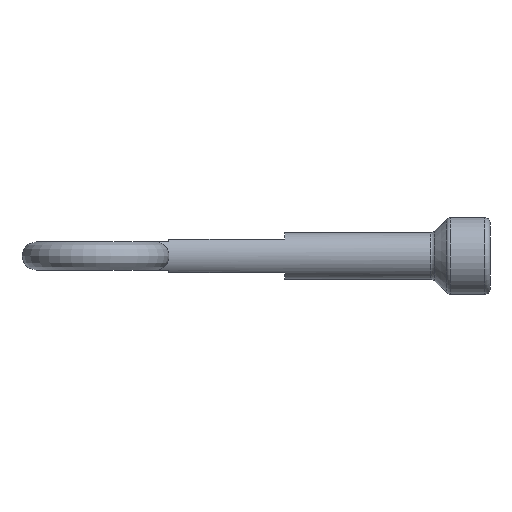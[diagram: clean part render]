
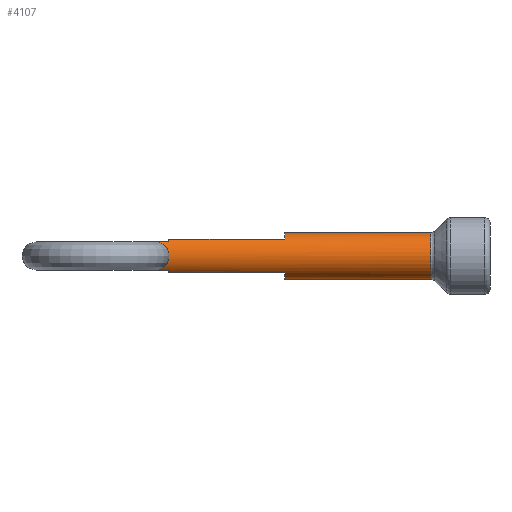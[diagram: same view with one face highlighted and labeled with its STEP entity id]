
A CAD part, left-side view. The second image highlights one B-rep face of the part: STEP entity #4107.
In plain terms, the highlighted cylindrical face has radius 4.522 mm (diameter 9.045 mm), a partial arc.
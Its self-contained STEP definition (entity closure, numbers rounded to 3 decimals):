
#77 = EDGE_CURVE ( 'NONE', #5250, #1311, #4867, .T. ) ;
#195 = CARTESIAN_POINT ( 'NONE',  ( -3.957, -1.607, 2.206 ) ) ;
#236 = VECTOR ( 'NONE', #888, 1000. ) ;
#282 = DIRECTION ( 'NONE',  ( 0., 1., 0. ) ) ;
#318 = CARTESIAN_POINT ( 'NONE',  ( 0., -53.272, 0. ) ) ;
#321 = CARTESIAN_POINT ( 'NONE',  ( -3.65, -0.638, -2.671 ) ) ;
#356 = CARTESIAN_POINT ( 'NONE',  ( -3.956, -1.594, -2.195 ) ) ;
#455 = DIRECTION ( 'NONE',  ( 0., 1., 0. ) ) ;
#457 = ORIENTED_EDGE ( 'NONE', *, *, #3274, .F. ) ;
#535 = EDGE_CURVE ( 'NONE', #3648, #3467, #3391, .T. ) ;
#565 = VERTEX_POINT ( 'NONE', #1042 ) ;
#607 = DIRECTION ( 'NONE',  ( 0., 0., 1. ) ) ;
#738 = CARTESIAN_POINT ( 'NONE',  ( -4.522, -2.669, 0.192 ) ) ;
#777 = CARTESIAN_POINT ( 'NONE',  ( -4.017, -1.732, -2.082 ) ) ;
#841 = CIRCLE ( 'NONE', #4837, 4.523 ) ;
#847 = CIRCLE ( 'NONE', #6155, 4.522 ) ;
#888 = DIRECTION ( 'NONE',  ( 0., 1., 0. ) ) ;
#932 = CARTESIAN_POINT ( 'NONE',  ( -3.84, -1.301, -2.392 ) ) ;
#941 = CARTESIAN_POINT ( 'NONE',  ( 0., -34.578, -4.522 ) ) ;
#1042 = CARTESIAN_POINT ( 'NONE',  ( -3.58, -2.619, -2.764 ) ) ;
#1057 = AXIS2_PLACEMENT_3D ( 'NONE', #2319, #455, #607 ) ;
#1185 = ORIENTED_EDGE ( 'NONE', *, *, #4170, .T. ) ;
#1193 = CARTESIAN_POINT ( 'NONE',  ( -4.303, -2.294, 1.402 ) ) ;
#1311 = VERTEX_POINT ( 'NONE', #5777 ) ;
#1337 = CARTESIAN_POINT ( 'NONE',  ( -3.58, -34.578, -2.764 ) ) ;
#1417 = CARTESIAN_POINT ( 'NONE',  ( 0., -2.619, 0. ) ) ;
#1627 = ORIENTED_EDGE ( 'NONE', *, *, #3979, .F. ) ;
#1648 = CARTESIAN_POINT ( 'NONE',  ( -3.69, -0.813, 2.617 ) ) ;
#1683 = CARTESIAN_POINT ( 'NONE',  ( -4.136, -1.98, 1.834 ) ) ;
#1717 = CARTESIAN_POINT ( 'NONE',  ( -4.433, -2.52, 0.913 ) ) ;
#1745 = ORIENTED_EDGE ( 'NONE', *, *, #77, .T. ) ;
#1753 = CARTESIAN_POINT ( 'NONE',  ( -4.311, -2.31, -1.41 ) ) ;
#1756 = ORIENTED_EDGE ( 'NONE', *, *, #4472, .F. ) ;
#1784 = CARTESIAN_POINT ( 'NONE',  ( -3.58, -2.619, 2.764 ) ) ;
#1917 = DIRECTION ( 'NONE',  ( 0., 0., 1. ) ) ;
#1920 = CARTESIAN_POINT ( 'NONE',  ( -3.58, 0.094, -2.764 ) ) ;
#2008 = AXIS2_PLACEMENT_3D ( 'NONE', #2647, #4671, #3243 ) ;
#2023 = AXIS2_PLACEMENT_3D ( 'NONE', #5389, #3411, #4901 ) ;
#2028 = VERTEX_POINT ( 'NONE', #6085 ) ;
#2068 = CARTESIAN_POINT ( 'NONE',  ( 0., -25.031, 0. ) ) ;
#2137 = VECTOR ( 'NONE', #5359, 1000. ) ;
#2164 = CARTESIAN_POINT ( 'NONE',  ( -3.595, -0.277, 2.745 ) ) ;
#2285 = CARTESIAN_POINT ( 'NONE',  ( -3.832, -1.31, 2.408 ) ) ;
#2312 = DIRECTION ( 'NONE',  ( 0., 0., 1. ) ) ;
#2319 = CARTESIAN_POINT ( 'NONE',  ( 0., -25.031, 0. ) ) ;
#2369 = CARTESIAN_POINT ( 'NONE',  ( -3.128, -34.578, -3.266 ) ) ;
#2388 = CARTESIAN_POINT ( 'NONE',  ( -3.128, -25.031, 3.266 ) ) ;
#2433 = VECTOR ( 'NONE', #5825, 1000. ) ;
#2493 = DIRECTION ( 'NONE',  ( 0., 0., 1. ) ) ;
#2647 = CARTESIAN_POINT ( 'NONE',  ( 0., -34.578, 0. ) ) ;
#2748 = CARTESIAN_POINT ( 'NONE',  ( -4.523, -2.67, -0.182 ) ) ;
#2803 = LINE ( 'NONE', #5273, #4532 ) ;
#2830 = ORIENTED_EDGE ( 'NONE', *, *, #3484, .F. ) ;
#2862 = CIRCLE ( 'NONE', #2023, 4.522 ) ;
#2880 = CARTESIAN_POINT ( 'NONE',  ( -3.785, -1.145, -2.477 ) ) ;
#2913 = CARTESIAN_POINT ( 'NONE',  ( -3.58, -34.578, 2.764 ) ) ;
#2941 = VERTEX_POINT ( 'NONE', #4677 ) ;
#2959 = CIRCLE ( 'NONE', #1057, 4.523 ) ;
#3111 = VECTOR ( 'NONE', #5823, 1000. ) ;
#3147 = FACE_OUTER_BOUND ( 'NONE', #5957, .T. ) ;
#3215 = CARTESIAN_POINT ( 'NONE',  ( -4.351, -2.379, 1.246 ) ) ;
#3243 = DIRECTION ( 'NONE',  ( 0., 0., 1. ) ) ;
#3274 = EDGE_CURVE ( 'NONE', #2028, #3648, #841, .T. ) ;
#3333 = ORIENTED_EDGE ( 'NONE', *, *, #3893, .T. ) ;
#3391 = LINE ( 'NONE', #2369, #5383 ) ;
#3411 = DIRECTION ( 'NONE',  ( 0., 1., 0. ) ) ;
#3467 = VERTEX_POINT ( 'NONE', #4874 ) ;
#3484 = EDGE_CURVE ( 'NONE', #3467, #565, #2862, .T. ) ;
#3506 = VERTEX_POINT ( 'NONE', #4413 ) ;
#3574 = DIRECTION ( 'NONE',  ( 0., 1., 0. ) ) ;
#3586 = CARTESIAN_POINT ( 'NONE',  ( -3.128, -2.619, 3.266 ) ) ;
#3648 = VERTEX_POINT ( 'NONE', #5375 ) ;
#3728 = CARTESIAN_POINT ( 'NONE',  ( -4.466, -2.576, 0.735 ) ) ;
#3854 = CARTESIAN_POINT ( 'NONE',  ( -3.69, -0.816, -2.616 ) ) ;
#3887 = VERTEX_POINT ( 'NONE', #2388 ) ;
#3893 = EDGE_CURVE ( 'NONE', #3887, #4337, #6343, .T. ) ;
#3918 = DIRECTION ( 'NONE',  ( 0., -1., 0. ) ) ;
#3979 = EDGE_CURVE ( 'NONE', #3887, #4268, #2959, .T. ) ;
#4107 = ADVANCED_FACE ( 'NONE', ( #3147 ), #5119, .T. ) ;
#4144 = CARTESIAN_POINT ( 'NONE',  ( -3.649, -0.636, 2.672 ) ) ;
#4170 = EDGE_CURVE ( 'NONE', #5518, #3506, #4828, .T. ) ;
#4211 = EDGE_CURVE ( 'NONE', #4337, #5250, #847, .T. ) ;
#4245 = CARTESIAN_POINT ( 'NONE',  ( -4.467, -2.578, -0.73 ) ) ;
#4268 = VERTEX_POINT ( 'NONE', #4798 ) ;
#4276 = ORIENTED_EDGE ( 'NONE', *, *, #6391, .T. ) ;
#4305 = DIRECTION ( 'NONE',  ( 0., 1., 0. ) ) ;
#4333 = LINE ( 'NONE', #1337, #236 ) ;
#4337 = VERTEX_POINT ( 'NONE', #3586 ) ;
#4378 = CARTESIAN_POINT ( 'NONE',  ( -3.595, -0.278, -2.745 ) ) ;
#4413 = CARTESIAN_POINT ( 'NONE',  ( 0., -53.272, 4.523 ) ) ;
#4472 = EDGE_CURVE ( 'NONE', #565, #2941, #4333, .T. ) ;
#4532 = VECTOR ( 'NONE', #282, 1000. ) ;
#4671 = DIRECTION ( 'NONE',  ( 0., 1., 0. ) ) ;
#4677 = CARTESIAN_POINT ( 'NONE',  ( -3.58, 0.094, -2.764 ) ) ;
#4740 = CARTESIAN_POINT ( 'NONE',  ( -4.511, -2.651, -0.369 ) ) ;
#4798 = CARTESIAN_POINT ( 'NONE',  ( 0., -25.031, 4.523 ) ) ;
#4828 = CIRCLE ( 'NONE', #5638, 4.522 ) ;
#4837 = AXIS2_PLACEMENT_3D ( 'NONE', #2068, #3574, #2493 ) ;
#4861 = CARTESIAN_POINT ( 'NONE',  ( 0., -53.272, -4.522 ) ) ;
#4867 = LINE ( 'NONE', #2913, #3111 ) ;
#4874 = CARTESIAN_POINT ( 'NONE',  ( -3.128, -2.619, -3.266 ) ) ;
#4901 = DIRECTION ( 'NONE',  ( 0., 0., -1. ) ) ;
#4918 = ORIENTED_EDGE ( 'NONE', *, *, #4211, .T. ) ;
#4953 = ORIENTED_EDGE ( 'NONE', *, *, #6119, .F. ) ;
#5119 = CYLINDRICAL_SURFACE ( 'NONE', #2008, 4.522 ) ;
#5181 = EDGE_CURVE ( 'NONE', #1311, #2941, #5864, .T. ) ;
#5250 = VERTEX_POINT ( 'NONE', #1784 ) ;
#5254 = CARTESIAN_POINT ( 'NONE',  ( -3.58, -0.094, 2.764 ) ) ;
#5273 = CARTESIAN_POINT ( 'NONE',  ( 0., -34.578, 4.523 ) ) ;
#5284 = CARTESIAN_POINT ( 'NONE',  ( -3.58, -0.094, -2.764 ) ) ;
#5331 = DIRECTION ( 'NONE',  ( 0., 1., 0. ) ) ;
#5359 = DIRECTION ( 'NONE',  ( 0., 1., 0. ) ) ;
#5375 = CARTESIAN_POINT ( 'NONE',  ( -3.128, -25.031, -3.266 ) ) ;
#5383 = VECTOR ( 'NONE', #5331, 1000. ) ;
#5389 = CARTESIAN_POINT ( 'NONE',  ( 0., -2.619, 0. ) ) ;
#5518 = VERTEX_POINT ( 'NONE', #4861 ) ;
#5638 = AXIS2_PLACEMENT_3D ( 'NONE', #318, #4305, #2312 ) ;
#5663 = CARTESIAN_POINT ( 'NONE',  ( -4.195, -2.095, 1.696 ) ) ;
#5697 = CARTESIAN_POINT ( 'NONE',  ( -4.511, -2.65, 0.375 ) ) ;
#5729 = CARTESIAN_POINT ( 'NONE',  ( -4.196, -2.106, -1.709 ) ) ;
#5777 = CARTESIAN_POINT ( 'NONE',  ( -3.58, 0.094, 2.764 ) ) ;
#5823 = DIRECTION ( 'NONE',  ( 0., 1., 0. ) ) ;
#5825 = DIRECTION ( 'NONE',  ( 0., 1., 0. ) ) ;
#5864 = B_SPLINE_CURVE_WITH_KNOTS ( 'NONE', 3,
 ( #6179, #5254, #2164, #4144, #1648, #2285, #195, #1683, #5663, #1193, #3215, #1717, #3728, #5697, #738, #2748, #4740, #4245, #6211, #1753, #5729, #777, #356, #932, #2880, #3854, #321, #4378, #5284, #1920 ),
 .UNSPECIFIED., .F., .F.,
 ( 4, 2, 2, 2, 2, 2, 2, 2, 2, 2, 2, 2, 2, 2, 4 ),
 ( 0., 0.001, 0.001, 0.002, 0.003, 0.003, 0.004, 0.004, 0.005, 0.006, 0.007, 0.007, 0.008, 0.008, 0.009 ),
 .UNSPECIFIED. ) ;
#5923 = CARTESIAN_POINT ( 'NONE',  ( -3.128, -34.578, 3.266 ) ) ;
#5957 = EDGE_LOOP ( 'NONE', ( #4953, #1185, #4276, #1627, #3333, #4918, #1745, #6031, #1756, #2830, #6039, #457 ) ) ;
#6031 = ORIENTED_EDGE ( 'NONE', *, *, #5181, .T. ) ;
#6039 = ORIENTED_EDGE ( 'NONE', *, *, #535, .F. ) ;
#6085 = CARTESIAN_POINT ( 'NONE',  ( 0., -25.031, -4.522 ) ) ;
#6119 = EDGE_CURVE ( 'NONE', #5518, #2028, #6414, .T. ) ;
#6155 = AXIS2_PLACEMENT_3D ( 'NONE', #1417, #3918, #1917 ) ;
#6179 = CARTESIAN_POINT ( 'NONE',  ( -3.58, 0.094, 2.764 ) ) ;
#6211 = CARTESIAN_POINT ( 'NONE',  ( -4.434, -2.522, -0.908 ) ) ;
#6343 = LINE ( 'NONE', #5923, #2433 ) ;
#6391 = EDGE_CURVE ( 'NONE', #3506, #4268, #2803, .T. ) ;
#6414 = LINE ( 'NONE', #941, #2137 ) ;
